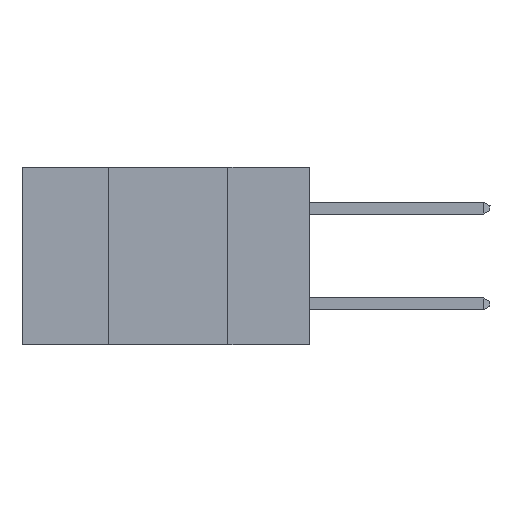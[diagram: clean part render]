
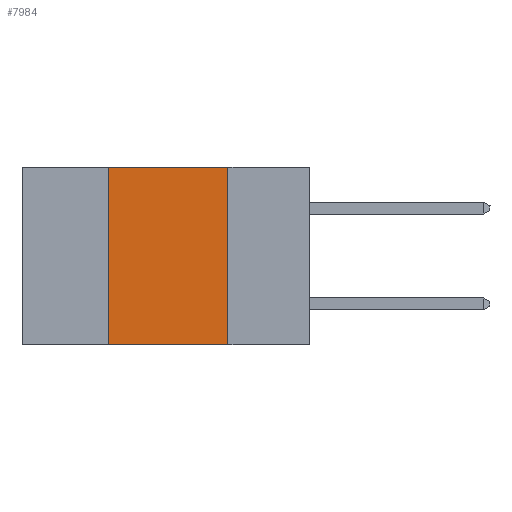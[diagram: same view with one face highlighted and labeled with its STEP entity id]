
A CAD part, left-side view. The second image highlights one B-rep face of the part: STEP entity #7984.
In plain terms, the highlighted planar face has unit normal (-1, 0, 0).
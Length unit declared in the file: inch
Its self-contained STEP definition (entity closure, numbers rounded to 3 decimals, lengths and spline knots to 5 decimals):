
#462 = DIRECTION ( 'NONE',  ( 0., 0., -1. ) ) ;
#471 = EDGE_CURVE ( 'NONE', #7943, #13781, #7896, .T. ) ;
#734 = LINE ( 'NONE', #12797, #3778 ) ;
#1520 = EDGE_CURVE ( 'NONE', #7943, #9664, #3759, .T. ) ;
#1590 = CARTESIAN_POINT ( 'NONE',  ( 0., 0.17, 0. ) ) ;
#2397 = CARTESIAN_POINT ( 'NONE',  ( 0., 0.42, -0.37 ) ) ;
#3171 = DIRECTION ( 'NONE',  ( 0., -1., 0. ) ) ;
#3458 = FACE_OUTER_BOUND ( 'NONE', #6493, .T. ) ;
#3733 = DIRECTION ( 'NONE',  ( 0., 0., -1. ) ) ;
#3759 = LINE ( 'NONE', #8093, #12220 ) ;
#3778 = VECTOR ( 'NONE', #5078, 39.37008 ) ;
#5078 = DIRECTION ( 'NONE',  ( 0., -1., 0. ) ) ;
#5686 = CARTESIAN_POINT ( 'NONE',  ( 0., 0.17, 0. ) ) ;
#5997 = PLANE ( 'NONE',  #11638 ) ;
#6493 = EDGE_LOOP ( 'NONE', ( #7911, #13200, #11162, #9879 ) ) ;
#6654 = DIRECTION ( 'NONE',  ( 1., 0., 0. ) ) ;
#6732 = VECTOR ( 'NONE', #3733, 39.37008 ) ;
#6862 = EDGE_CURVE ( 'NONE', #13781, #12776, #734, .T. ) ;
#7896 = LINE ( 'NONE', #10242, #10120 ) ;
#7911 = ORIENTED_EDGE ( 'NONE', *, *, #13218, .F. ) ;
#7943 = VERTEX_POINT ( 'NONE', #2397 ) ;
#7984 = ADVANCED_FACE ( 'NONE', ( #3458 ), #5997, .F. ) ;
#8093 = CARTESIAN_POINT ( 'NONE',  ( 0., 0.6, -0.37 ) ) ;
#8133 = CARTESIAN_POINT ( 'NONE',  ( 0., 0.6, 0. ) ) ;
#9664 = VERTEX_POINT ( 'NONE', #10052 ) ;
#9879 = ORIENTED_EDGE ( 'NONE', *, *, #1520, .T. ) ;
#10052 = CARTESIAN_POINT ( 'NONE',  ( 0., 0.17, -0.37 ) ) ;
#10120 = VECTOR ( 'NONE', #12297, 39.37008 ) ;
#10242 = CARTESIAN_POINT ( 'NONE',  ( 0., 0.42, 0. ) ) ;
#11083 = LINE ( 'NONE', #5686, #6732 ) ;
#11162 = ORIENTED_EDGE ( 'NONE', *, *, #471, .F. ) ;
#11638 = AXIS2_PLACEMENT_3D ( 'NONE', #8133, #6654, #462 ) ;
#11923 = CARTESIAN_POINT ( 'NONE',  ( 0., 0.42, 0. ) ) ;
#12220 = VECTOR ( 'NONE', #3171, 39.37008 ) ;
#12297 = DIRECTION ( 'NONE',  ( 0., 0., 1. ) ) ;
#12776 = VERTEX_POINT ( 'NONE', #1590 ) ;
#12797 = CARTESIAN_POINT ( 'NONE',  ( 0., 0.6, 0. ) ) ;
#13200 = ORIENTED_EDGE ( 'NONE', *, *, #6862, .F. ) ;
#13218 = EDGE_CURVE ( 'NONE', #12776, #9664, #11083, .T. ) ;
#13781 = VERTEX_POINT ( 'NONE', #11923 ) ;
